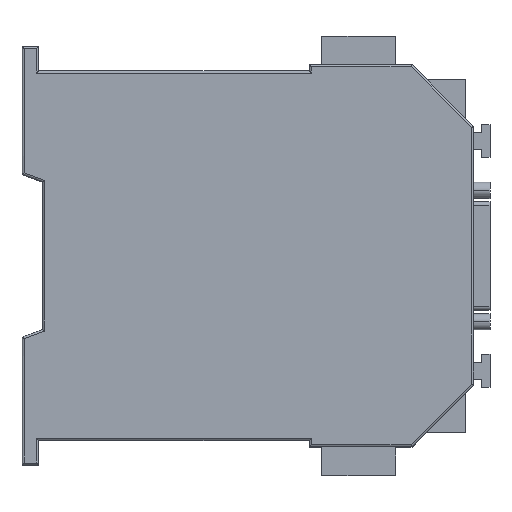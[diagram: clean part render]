
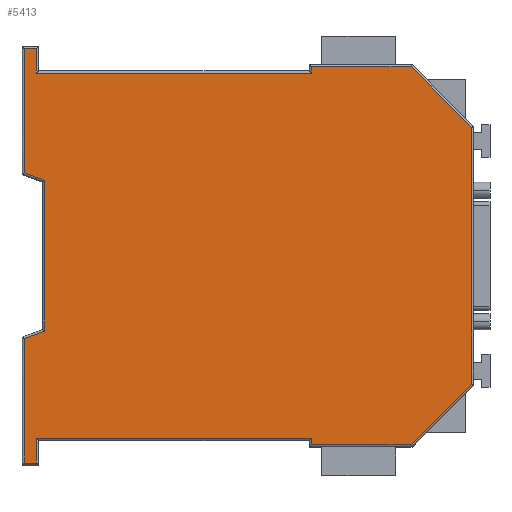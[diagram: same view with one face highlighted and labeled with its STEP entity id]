
A CAD part, top view. The second image highlights one B-rep face of the part: STEP entity #5413.
In plain terms, the highlighted planar face has unit normal (0, 0, 1).
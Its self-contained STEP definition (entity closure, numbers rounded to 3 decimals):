
#877=DIRECTION('',(-1.,0.,0.));
#878=VECTOR('',#877,3.);
#879=CARTESIAN_POINT('',(3.5,50.5,30.));
#880=LINE('',#879,#878);
#884=DIRECTION('',(0.,1.,0.));
#885=VECTOR('',#884,6.);
#886=CARTESIAN_POINT('',(3.5,44.5,30.));
#887=LINE('',#886,#885);
#891=DIRECTION('',(-1.,0.,0.));
#892=VECTOR('',#891,67.);
#893=CARTESIAN_POINT('',(70.5,44.5,30.));
#894=LINE('',#893,#892);
#898=DIRECTION('',(0.,-1.,0.));
#899=VECTOR('',#898,1.5);
#900=CARTESIAN_POINT('',(70.5,46.,30.));
#901=LINE('',#900,#899);
#905=DIRECTION('',(-1.,0.,0.));
#906=VECTOR('',#905,24.293);
#907=CARTESIAN_POINT('',(94.793,46.,30.));
#908=LINE('',#907,#906);
#912=DIRECTION('',(-0.707,0.707,0.));
#913=VECTOR('',#912,20.799);
#914=CARTESIAN_POINT('',(109.5,31.293,30.));
#915=LINE('',#914,#913);
#919=DIRECTION('',(0.,1.,0.));
#920=VECTOR('',#919,62.586);
#921=CARTESIAN_POINT('',(109.5,-31.293,30.));
#922=LINE('',#921,#920);
#926=DIRECTION('',(0.707,0.707,0.));
#927=VECTOR('',#926,20.799);
#928=CARTESIAN_POINT('',(94.793,-46.,30.));
#929=LINE('',#928,#927);
#933=DIRECTION('',(1.,0.,0.));
#934=VECTOR('',#933,24.293);
#935=CARTESIAN_POINT('',(70.5,-46.,30.));
#936=LINE('',#935,#934);
#940=DIRECTION('',(0.,-1.,0.));
#941=VECTOR('',#940,1.5);
#942=CARTESIAN_POINT('',(70.5,-44.5,30.));
#943=LINE('',#942,#941);
#947=DIRECTION('',(1.,0.,0.));
#948=VECTOR('',#947,67.);
#949=CARTESIAN_POINT('',(3.5,-44.5,30.));
#950=LINE('',#949,#948);
#954=DIRECTION('',(0.,1.,0.));
#955=VECTOR('',#954,6.);
#956=CARTESIAN_POINT('',(3.5,-50.5,30.));
#957=LINE('',#956,#955);
#961=DIRECTION('',(1.,0.,0.));
#962=VECTOR('',#961,3.);
#963=CARTESIAN_POINT('',(0.5,-50.5,30.));
#964=LINE('',#963,#962);
#968=DIRECTION('',(0.,1.,0.));
#969=VECTOR('',#968,30.33);
#970=CARTESIAN_POINT('',(0.5,-50.5,30.));
#971=LINE('',#970,#969);
#975=DIRECTION('',(-0.94,-0.342,0.));
#976=VECTOR('',#975,5.321);
#977=CARTESIAN_POINT('',(5.5,-18.35,30.));
#978=LINE('',#977,#976);
#982=DIRECTION('',(0.,-1.,0.));
#983=VECTOR('',#982,36.7);
#984=CARTESIAN_POINT('',(5.5,18.35,30.));
#985=LINE('',#984,#983);
#989=DIRECTION('',(0.94,-0.342,0.));
#990=VECTOR('',#989,5.321);
#991=CARTESIAN_POINT('',(0.5,20.17,30.));
#992=LINE('',#991,#990);
#996=DIRECTION('',(0.,1.,0.));
#997=VECTOR('',#996,30.33);
#998=CARTESIAN_POINT('',(0.5,20.17,30.));
#999=LINE('',#998,#997);
#4644=CARTESIAN_POINT('',(3.5,50.5,30.));
#4645=CARTESIAN_POINT('',(0.5,50.5,30.));
#4646=VERTEX_POINT('',#4644);
#4647=VERTEX_POINT('',#4645);
#4652=CARTESIAN_POINT('',(0.5,20.17,30.));
#4653=VERTEX_POINT('',#4652);
#4658=CARTESIAN_POINT('',(5.5,18.35,30.));
#4659=VERTEX_POINT('',#4658);
#4662=CARTESIAN_POINT('',(5.5,-18.35,30.));
#4663=VERTEX_POINT('',#4662);
#4664=CARTESIAN_POINT('',(0.5,-20.17,30.));
#4665=VERTEX_POINT('',#4664);
#4668=CARTESIAN_POINT('',(0.5,-50.5,30.));
#4669=VERTEX_POINT('',#4668);
#4674=CARTESIAN_POINT('',(3.5,-50.5,30.));
#4675=VERTEX_POINT('',#4674);
#4678=CARTESIAN_POINT('',(3.5,-44.5,30.));
#4679=VERTEX_POINT('',#4678);
#4682=CARTESIAN_POINT('',(70.5,-44.5,30.));
#4683=VERTEX_POINT('',#4682);
#4686=CARTESIAN_POINT('',(70.5,-46.,30.));
#4687=VERTEX_POINT('',#4686);
#4690=CARTESIAN_POINT('',(94.793,-46.,30.));
#4691=VERTEX_POINT('',#4690);
#4694=CARTESIAN_POINT('',(109.5,-31.293,30.));
#4695=VERTEX_POINT('',#4694);
#4698=CARTESIAN_POINT('',(109.5,31.293,30.));
#4699=VERTEX_POINT('',#4698);
#4702=CARTESIAN_POINT('',(94.793,46.,30.));
#4703=VERTEX_POINT('',#4702);
#4706=CARTESIAN_POINT('',(70.5,46.,30.));
#4707=VERTEX_POINT('',#4706);
#4710=CARTESIAN_POINT('',(70.5,44.5,30.));
#4711=VERTEX_POINT('',#4710);
#4712=CARTESIAN_POINT('',(3.5,44.5,30.));
#4713=VERTEX_POINT('',#4712);
#5371=CARTESIAN_POINT('',(0.,0.,30.));
#5372=DIRECTION('',(0.,0.,1.));
#5373=DIRECTION('',(1.,0.,0.));
#5374=AXIS2_PLACEMENT_3D('',#5371,#5372,#5373);
#5375=PLANE('',#5374);
#5377=ORIENTED_EDGE('',*,*,#5376,.F.);
#5379=ORIENTED_EDGE('',*,*,#5378,.F.);
#5381=ORIENTED_EDGE('',*,*,#5380,.F.);
#5383=ORIENTED_EDGE('',*,*,#5382,.F.);
#5385=ORIENTED_EDGE('',*,*,#5384,.F.);
#5387=ORIENTED_EDGE('',*,*,#5386,.F.);
#5389=ORIENTED_EDGE('',*,*,#5388,.F.);
#5391=ORIENTED_EDGE('',*,*,#5390,.F.);
#5393=ORIENTED_EDGE('',*,*,#5392,.F.);
#5395=ORIENTED_EDGE('',*,*,#5394,.F.);
#5397=ORIENTED_EDGE('',*,*,#5396,.F.);
#5399=ORIENTED_EDGE('',*,*,#5398,.F.);
#5401=ORIENTED_EDGE('',*,*,#5400,.F.);
#5403=ORIENTED_EDGE('',*,*,#5402,.T.);
#5405=ORIENTED_EDGE('',*,*,#5404,.F.);
#5407=ORIENTED_EDGE('',*,*,#5406,.F.);
#5409=ORIENTED_EDGE('',*,*,#5408,.F.);
#5410=ORIENTED_EDGE('',*,*,#5361,.T.);
#5411=EDGE_LOOP('',(#5377,#5379,#5381,#5383,#5385,#5387,#5389,#5391,#5393,#5395,
#5397,#5399,#5401,#5403,#5405,#5407,#5409,#5410));
#5412=FACE_OUTER_BOUND('',#5411,.F.);
#5413=ADVANCED_FACE('',(#5412),#5375,.T.);
#5361=EDGE_CURVE('',#4653,#4647,#999,.T.);
#5376=EDGE_CURVE('',#4646,#4647,#880,.T.);
#5378=EDGE_CURVE('',#4713,#4646,#887,.T.);
#5380=EDGE_CURVE('',#4711,#4713,#894,.T.);
#5382=EDGE_CURVE('',#4707,#4711,#901,.T.);
#5384=EDGE_CURVE('',#4703,#4707,#908,.T.);
#5386=EDGE_CURVE('',#4699,#4703,#915,.T.);
#5388=EDGE_CURVE('',#4695,#4699,#922,.T.);
#5390=EDGE_CURVE('',#4691,#4695,#929,.T.);
#5392=EDGE_CURVE('',#4687,#4691,#936,.T.);
#5394=EDGE_CURVE('',#4683,#4687,#943,.T.);
#5396=EDGE_CURVE('',#4679,#4683,#950,.T.);
#5398=EDGE_CURVE('',#4675,#4679,#957,.T.);
#5400=EDGE_CURVE('',#4669,#4675,#964,.T.);
#5402=EDGE_CURVE('',#4669,#4665,#971,.T.);
#5404=EDGE_CURVE('',#4663,#4665,#978,.T.);
#5406=EDGE_CURVE('',#4659,#4663,#985,.T.);
#5408=EDGE_CURVE('',#4653,#4659,#992,.T.);
